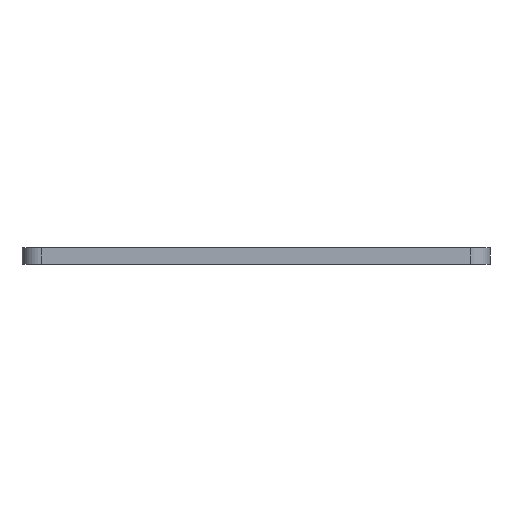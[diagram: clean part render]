
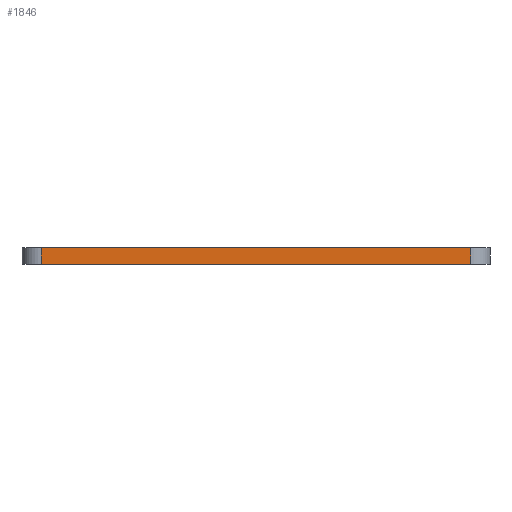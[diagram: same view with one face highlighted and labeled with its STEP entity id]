
A CAD part, front view. The second image highlights one B-rep face of the part: STEP entity #1846.
In plain terms, the highlighted planar face has unit normal (0, -1, 0).
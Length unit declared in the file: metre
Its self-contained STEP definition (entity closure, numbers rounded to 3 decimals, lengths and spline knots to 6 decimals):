
#80=LINE('',#2687,#192);
#115=LINE('',#2927,#227);
#136=LINE('',#3015,#248);
#137=LINE('',#3017,#249);
#192=VECTOR('',#2131,1.);
#227=VECTOR('',#2338,1.);
#248=VECTOR('',#2413,1.);
#249=VECTOR('',#2416,1.);
#747=ORIENTED_EDGE('',*,*,#797,.T.);
#748=ORIENTED_EDGE('',*,*,#963,.F.);
#749=ORIENTED_EDGE('',*,*,#917,.F.);
#750=ORIENTED_EDGE('',*,*,#962,.T.);
#797=EDGE_CURVE('',#1036,#1035,#80,.T.);
#917=EDGE_CURVE('',#1155,#1156,#115,.T.);
#962=EDGE_CURVE('',#1155,#1036,#136,.T.);
#963=EDGE_CURVE('',#1156,#1035,#137,.T.);
#1035=VERTEX_POINT('',#2686);
#1036=VERTEX_POINT('',#2688);
#1155=VERTEX_POINT('',#2928);
#1156=VERTEX_POINT('',#2929);
#1511=EDGE_LOOP('',(#747,#748,#749,#750));
#1717=FACE_BOUND('',#1511,.T.);
#1759=PLANE('',#2078);
#1846=ADVANCED_FACE('',(#1717),#1759,.F.);
#2078=AXIS2_PLACEMENT_3D('',#3144,#2620,#2621);
#2131=DIRECTION('',(1.,0.,0.));
#2338=DIRECTION('',(1.,0.,0.));
#2413=DIRECTION('',(0.,0.,-1.));
#2416=DIRECTION('',(0.,0.,-1.));
#2620=DIRECTION('',(0.,1.,0.));
#2621=DIRECTION('',(-1.,0.,0.));
#2686=CARTESIAN_POINT('',(0.0665,-0.005,0.));
#2687=CARTESIAN_POINT('',(0.,-0.005,0.));
#2688=CARTESIAN_POINT('',(-0.0665,-0.005,0.));
#2927=CARTESIAN_POINT('',(0.,-0.005,0.005));
#2928=CARTESIAN_POINT('',(-0.0665,-0.005,0.005));
#2929=CARTESIAN_POINT('',(0.0665,-0.005,0.005));
#3015=CARTESIAN_POINT('',(-0.0665,-0.005,0.005));
#3017=CARTESIAN_POINT('',(0.0665,-0.005,0.005));
#3144=CARTESIAN_POINT('',(0.,-0.005,0.005));
